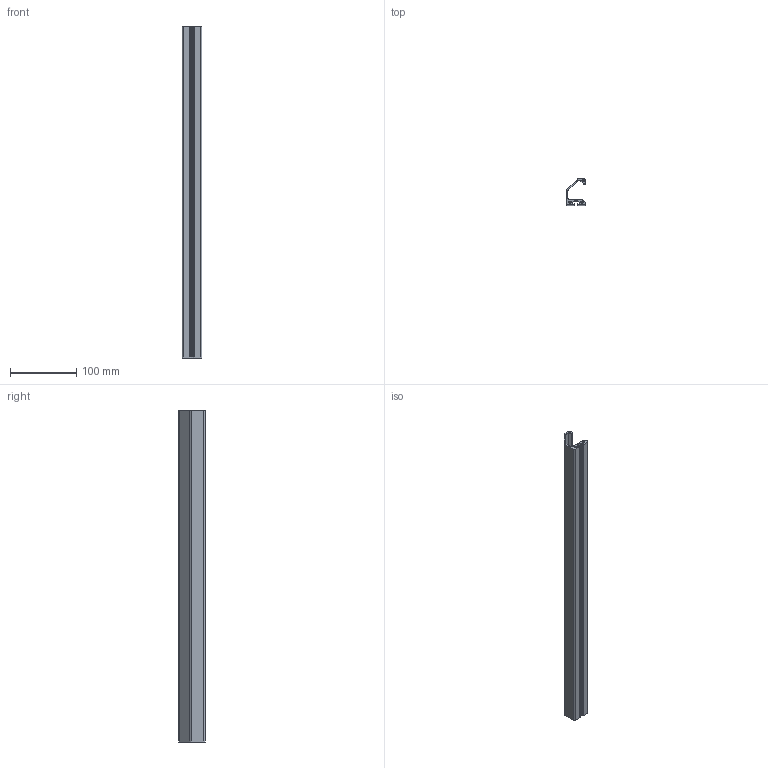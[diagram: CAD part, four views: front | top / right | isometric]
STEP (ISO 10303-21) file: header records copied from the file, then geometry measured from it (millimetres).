
FILE_DESCRIPTION (( 'STEP AP214' ), '1' );
FILE_NAME ('5 HANDLE 3040.STEP', '2013-05-06T06:09:02', ( '' ), ( '' ), 'SwSTEP 2.0', 'SolidWorks 2011', '' );
FILE_SCHEMA (( 'AUTOMOTIVE_DESIGN' ));
Length unit declared in the file: millimetre
Products named in the file (1): M1-2712_I5 Griffleiste
Bounding box: 30 x 40 x 500 mm (x, y, z)
Surface area: 182518.3 mm2 (no closed solid volume)
Topology: 0 solids, 20 shells, 65 faces, 246 edges, 202 vertices
Faces by surface type: plane 39, cylinder 26
Entity records: 3069 total; most frequent: CARTESIAN_POINT 968, DIRECTION 406, ORIENTED_EDGE 378, EDGE_CURVE 246, VERTEX_POINT 202, VECTOR 170, LINE 170, AXIS2_PLACEMENT_3D 118
